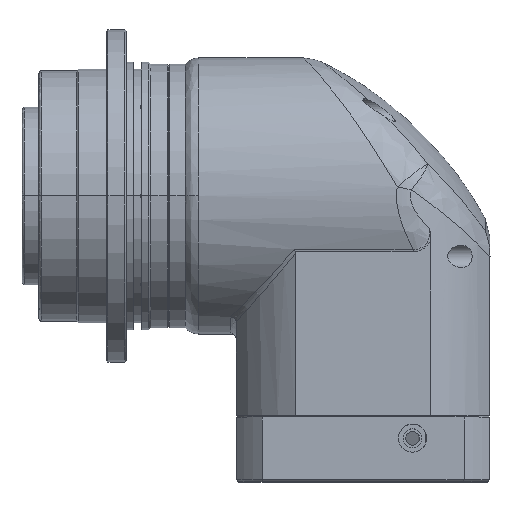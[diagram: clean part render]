
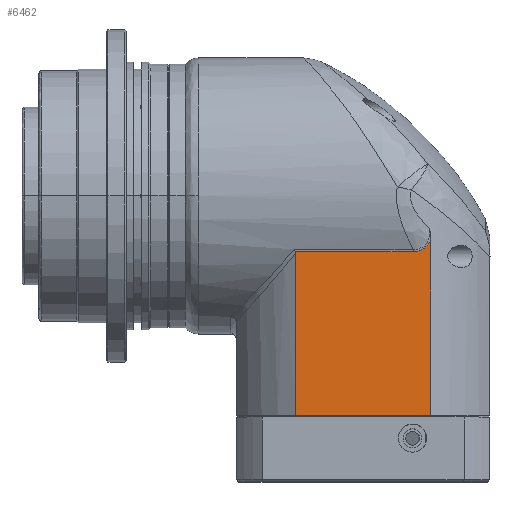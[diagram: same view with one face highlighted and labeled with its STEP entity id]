
A CAD part, top view. The second image highlights one B-rep face of the part: STEP entity #6462.
In plain terms, the highlighted planar face has unit normal (0, 0, 1).
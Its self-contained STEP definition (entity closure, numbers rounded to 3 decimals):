
#216 = EDGE_CURVE ( 'NONE', #17991, #18862, #6530, .T. ) ;
#351 = EDGE_CURVE ( 'NONE', #14274, #18862, #12050, .T. ) ;
#547 = CARTESIAN_POINT ( 'NONE',  ( 91.645, -62.856, 90. ) ) ;
#1787 = CARTESIAN_POINT ( 'NONE',  ( 57.05, -60.5, 90. ) ) ;
#2455 = CARTESIAN_POINT ( 'NONE',  ( 92.259, -62.056, 90. ) ) ;
#2576 = CARTESIAN_POINT ( 'NONE',  ( 45.1, -65.349, 90. ) ) ;
#2834 = CARTESIAN_POINT ( 'NONE',  ( 45.1, -65.349, 90. ) ) ;
#2861 = CARTESIAN_POINT ( 'NONE',  ( 0., -64.799, 90. ) ) ;
#2916 = CARTESIAN_POINT ( 'NONE',  ( 44.997, -64.799, 90. ) ) ;
#3281 = CARTESIAN_POINT ( 'NONE',  ( 45.1, -90., 90. ) ) ;
#3449 = LINE ( 'NONE', #7518, #13405 ) ;
#3673 = DIRECTION ( 'NONE',  ( 1., 0., 0. ) ) ;
#4358 = CARTESIAN_POINT ( 'NONE',  ( 92.664, -61.34, 90. ) ) ;
#4488 = CARTESIAN_POINT ( 'NONE',  ( 45.077, -64.972, 90. ) ) ;
#4606 = CARTESIAN_POINT ( 'NONE',  ( 93.1, -123., 90. ) ) ;
#4734 = CARTESIAN_POINT ( 'NONE',  ( 45.1, -65.16, 90. ) ) ;
#4756 = DIRECTION ( 'NONE',  ( -1., 0., 0. ) ) ;
#5210 = DIRECTION ( 'NONE',  ( 0., 1., 0. ) ) ;
#5279 = DIRECTION ( 'NONE',  ( 0., -1., 0. ) ) ;
#5847 = VECTOR ( 'NONE', #5279, 1000. ) ;
#6182 = CARTESIAN_POINT ( 'NONE',  ( 87.427, -64.799, 90. ) ) ;
#6256 = CARTESIAN_POINT ( 'NONE',  ( 93.042, -60.431, 90. ) ) ;
#6364 = ORIENTED_EDGE ( 'NONE', *, *, #216, .F. ) ;
#6399 = EDGE_CURVE ( 'NONE', #24167, #9814, #20723, .T. ) ;
#6462 = ADVANCED_FACE ( 'NONE', ( #21002 ), #14807, .T. ) ;
#6530 = LINE ( 'NONE', #3281, #15286 ) ;
#7046 = VERTEX_POINT ( 'NONE', #15416 ) ;
#7518 = CARTESIAN_POINT ( 'NONE',  ( 57.05, -123., 90. ) ) ;
#7545 = EDGE_CURVE ( 'NONE', #7046, #24167, #9857, .T. ) ;
#7998 = CARTESIAN_POINT ( 'NONE',  ( 44.997, -64.799, 90. ) ) ;
#8077 = CARTESIAN_POINT ( 'NONE',  ( 89.048, -64.496, 90. ) ) ;
#9156 = ORIENTED_EDGE ( 'NONE', *, *, #7545, .F. ) ;
#9316 = ORIENTED_EDGE ( 'NONE', *, *, #351, .T. ) ;
#9814 = VERTEX_POINT ( 'NONE', #4606 ) ;
#9857 = B_SPLINE_CURVE_WITH_KNOTS ( 'NONE', 3,
 ( #17378, #6182, #19234, #8077, #21095, #9933, #22916, #11807, #547, #13660, #2455, #15544, #4358, #17463, #6256, #19313 ),
 .UNSPECIFIED., .F., .F.,
 ( 4, 2, 2, 2, 2, 2, 2, 4 ),
 ( 0., 0.125, 0.25, 0.375, 0.5, 0.625, 0.75, 1. ),
 .UNSPECIFIED. ) ;
#9878 = EDGE_CURVE ( 'NONE', #7046, #14274, #17212, .T. ) ;
#9933 = CARTESIAN_POINT ( 'NONE',  ( 90.375, -63.903, 90. ) ) ;
#11244 = ORIENTED_EDGE ( 'NONE', *, *, #9878, .T. ) ;
#11807 = CARTESIAN_POINT ( 'NONE',  ( 91.382, -63.13, 90. ) ) ;
#12050 = B_SPLINE_CURVE_WITH_KNOTS ( 'NONE', 3,
 ( #2916, #4488, #4734, #2834 ),
 .UNSPECIFIED., .F., .F.,
 ( 4, 4 ),
 ( 0., 0.001 ),
 .UNSPECIFIED. ) ;
#12215 = VECTOR ( 'NONE', #4756, 1000. ) ;
#12800 = AXIS2_PLACEMENT_3D ( 'NONE', #1787, #14885, #3673 ) ;
#13405 = VECTOR ( 'NONE', #20543, 1000. ) ;
#13660 = CARTESIAN_POINT ( 'NONE',  ( 92.083, -62.318, 90. ) ) ;
#14274 = VERTEX_POINT ( 'NONE', #7998 ) ;
#14575 = ORIENTED_EDGE ( 'NONE', *, *, #20011, .T. ) ;
#14807 = PLANE ( 'NONE',  #12800 ) ;
#14885 = DIRECTION ( 'NONE',  ( 0., 0., 1. ) ) ;
#15286 = VECTOR ( 'NONE', #5210, 1000. ) ;
#15416 = CARTESIAN_POINT ( 'NONE',  ( 86.826, -64.799, 90. ) ) ;
#15544 = CARTESIAN_POINT ( 'NONE',  ( 92.549, -61.566, 90. ) ) ;
#17212 = LINE ( 'NONE', #2861, #12215 ) ;
#17378 = CARTESIAN_POINT ( 'NONE',  ( 86.826, -64.799, 90. ) ) ;
#17462 = CARTESIAN_POINT ( 'NONE',  ( 45.1, -123., 90. ) ) ;
#17463 = CARTESIAN_POINT ( 'NONE',  ( 92.941, -60.734, 90. ) ) ;
#17864 = ORIENTED_EDGE ( 'NONE', *, *, #6399, .F. ) ;
#17991 = VERTEX_POINT ( 'NONE', #17462 ) ;
#18862 = VERTEX_POINT ( 'NONE', #2576 ) ;
#18905 = CARTESIAN_POINT ( 'NONE',  ( 93.1, -60.25, 90. ) ) ;
#19234 = CARTESIAN_POINT ( 'NONE',  ( 87.999, -64.734, 90. ) ) ;
#19313 = CARTESIAN_POINT ( 'NONE',  ( 93.1, -60.25, 90. ) ) ;
#20011 = EDGE_CURVE ( 'NONE', #17991, #9814, #3449, .T. ) ;
#20543 = DIRECTION ( 'NONE',  ( 1., 0., 0. ) ) ;
#20723 = LINE ( 'NONE', #21974, #5847 ) ;
#21002 = FACE_OUTER_BOUND ( 'NONE', #24066, .T. ) ;
#21095 = CARTESIAN_POINT ( 'NONE',  ( 89.526, -64.324, 90. ) ) ;
#21974 = CARTESIAN_POINT ( 'NONE',  ( 93.1, -119., 90. ) ) ;
#22916 = CARTESIAN_POINT ( 'NONE',  ( 90.746, -63.654, 90. ) ) ;
#24066 = EDGE_LOOP ( 'NONE', ( #9316, #6364, #14575, #17864, #9156, #11244 ) ) ;
#24167 = VERTEX_POINT ( 'NONE', #18905 ) ;
